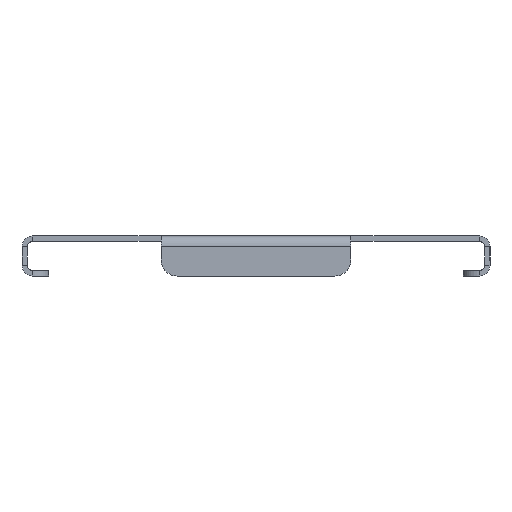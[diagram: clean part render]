
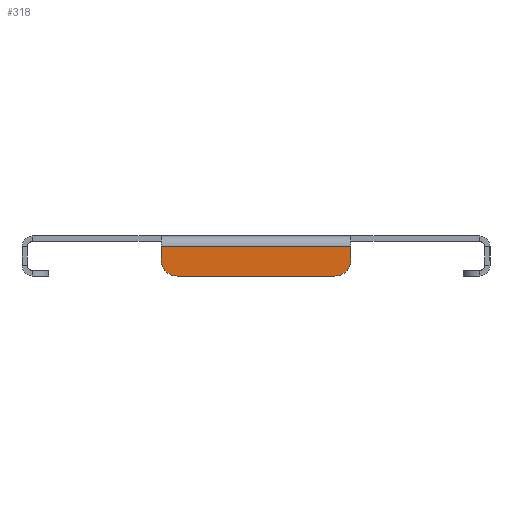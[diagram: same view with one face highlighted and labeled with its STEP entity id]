
A CAD part, left-side view. The second image highlights one B-rep face of the part: STEP entity #318.
In plain terms, the highlighted planar face has unit normal (-1, 0, 0).
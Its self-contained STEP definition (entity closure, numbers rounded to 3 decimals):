
#46 = AXIS2_PLACEMENT_3D ( 'NONE', #1954, #558, #82 ) ;
#82 = DIRECTION ( 'NONE',  ( 0., 0., -1. ) ) ;
#267 = ORIENTED_EDGE ( 'NONE', *, *, #1711, .T. ) ;
#273 = ORIENTED_EDGE ( 'NONE', *, *, #1941, .T. ) ;
#307 = ORIENTED_EDGE ( 'NONE', *, *, #2202, .T. ) ;
#318 = ADVANCED_FACE ( 'NONE', ( #2277 ), #2515, .F. ) ;
#504 = DIRECTION ( 'NONE',  ( 0., 0., -1. ) ) ;
#526 = CIRCLE ( 'NONE', #2353, 6. ) ;
#552 = DIRECTION ( 'NONE',  ( 0., -1., 0. ) ) ;
#558 = DIRECTION ( 'NONE',  ( -1., 0., 0. ) ) ;
#564 = EDGE_CURVE ( 'NONE', #1078, #2062, #1045, .T. ) ;
#582 = VERTEX_POINT ( 'NONE', #2898 ) ;
#652 = CARTESIAN_POINT ( 'NONE',  ( -149.5, 29.5, -15. ) ) ;
#686 = CARTESIAN_POINT ( 'NONE',  ( -149.5, -35.5, -4. ) ) ;
#713 = ORIENTED_EDGE ( 'NONE', *, *, #1820, .F. ) ;
#714 = CIRCLE ( 'NONE', #46, 6. ) ;
#752 = EDGE_LOOP ( 'NONE', ( #713, #1089, #273, #2525, #267, #307 ) ) ;
#775 = CARTESIAN_POINT ( 'NONE',  ( -149.5, -87.5, -4. ) ) ;
#1045 = LINE ( 'NONE', #775, #2119 ) ;
#1078 = VERTEX_POINT ( 'NONE', #2136 ) ;
#1089 = ORIENTED_EDGE ( 'NONE', *, *, #1576, .T. ) ;
#1149 = VECTOR ( 'NONE', #1977, 1000. ) ;
#1164 = LINE ( 'NONE', #2336, #1429 ) ;
#1306 = VERTEX_POINT ( 'NONE', #2977 ) ;
#1429 = VECTOR ( 'NONE', #2777, 1000. ) ;
#1538 = CARTESIAN_POINT ( 'NONE',  ( -149.5, -35.5, -9. ) ) ;
#1566 = LINE ( 'NONE', #2241, #1149 ) ;
#1576 = EDGE_CURVE ( 'NONE', #1306, #1994, #714, .T. ) ;
#1674 = AXIS2_PLACEMENT_3D ( 'NONE', #2316, #1836, #2812 ) ;
#1681 = LINE ( 'NONE', #1943, #2213 ) ;
#1711 = EDGE_CURVE ( 'NONE', #1078, #582, #1164, .T. ) ;
#1820 = EDGE_CURVE ( 'NONE', #1306, #2886, #1681, .T. ) ;
#1836 = DIRECTION ( 'NONE',  ( 1., 0., 0. ) ) ;
#1941 = EDGE_CURVE ( 'NONE', #1994, #2062, #1566, .T. ) ;
#1943 = CARTESIAN_POINT ( 'NONE',  ( -149.5, -87.5, -15. ) ) ;
#1954 = CARTESIAN_POINT ( 'NONE',  ( -149.5, -29.5, -9. ) ) ;
#1977 = DIRECTION ( 'NONE',  ( 0., 0., 1. ) ) ;
#1994 = VERTEX_POINT ( 'NONE', #1538 ) ;
#2062 = VERTEX_POINT ( 'NONE', #686 ) ;
#2119 = VECTOR ( 'NONE', #552, 1000. ) ;
#2136 = CARTESIAN_POINT ( 'NONE',  ( -149.5, 35.5, -4. ) ) ;
#2151 = DIRECTION ( 'NONE',  ( 0., 1., 0. ) ) ;
#2202 = EDGE_CURVE ( 'NONE', #582, #2886, #526, .T. ) ;
#2213 = VECTOR ( 'NONE', #2151, 1000. ) ;
#2241 = CARTESIAN_POINT ( 'NONE',  ( -149.5, -35.5, -15. ) ) ;
#2277 = FACE_OUTER_BOUND ( 'NONE', #752, .T. ) ;
#2316 = CARTESIAN_POINT ( 'NONE',  ( -149.5, 0., 0. ) ) ;
#2336 = CARTESIAN_POINT ( 'NONE',  ( -149.5, 35.5, -15. ) ) ;
#2353 = AXIS2_PLACEMENT_3D ( 'NONE', #2627, #2855, #504 ) ;
#2515 = PLANE ( 'NONE',  #1674 ) ;
#2525 = ORIENTED_EDGE ( 'NONE', *, *, #564, .F. ) ;
#2627 = CARTESIAN_POINT ( 'NONE',  ( -149.5, 29.5, -9. ) ) ;
#2777 = DIRECTION ( 'NONE',  ( 0., 0., -1. ) ) ;
#2812 = DIRECTION ( 'NONE',  ( 0., 0., -1. ) ) ;
#2855 = DIRECTION ( 'NONE',  ( -1., 0., 0. ) ) ;
#2886 = VERTEX_POINT ( 'NONE', #652 ) ;
#2898 = CARTESIAN_POINT ( 'NONE',  ( -149.5, 35.5, -9. ) ) ;
#2977 = CARTESIAN_POINT ( 'NONE',  ( -149.5, -29.5, -15. ) ) ;
